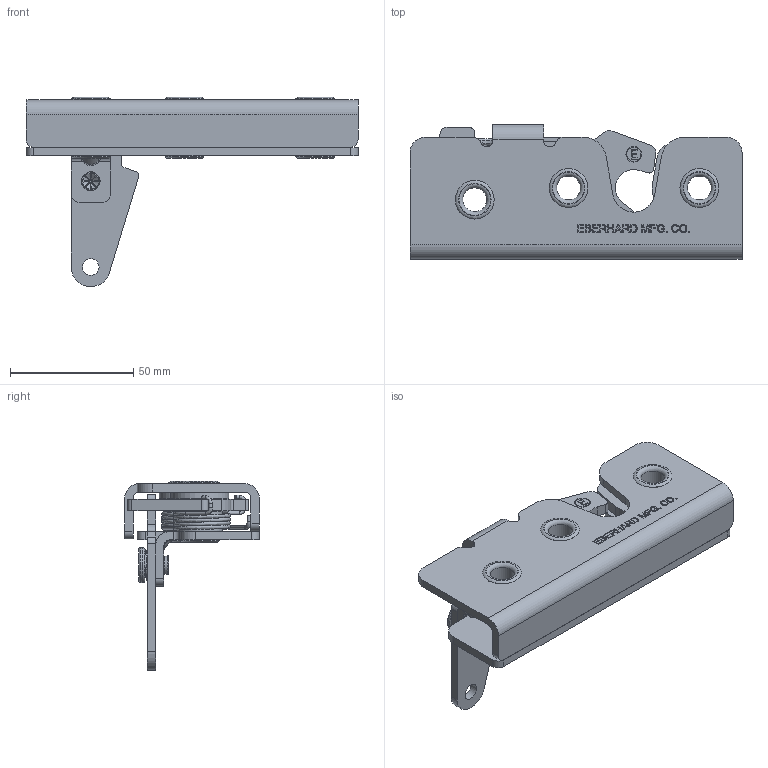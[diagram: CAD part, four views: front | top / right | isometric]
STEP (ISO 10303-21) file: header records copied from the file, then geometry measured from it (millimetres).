
FILE_DESCRIPTION(/* description */ (''),/* implementation_level */ '2;1');
FILE_NAME(/* name */ '16906-L_03_01_2022.stp',/* time_stamp */ '2022-03-01T10:35:13-05:00',/* author */ ('dtinay'),/* organization */ (''),/* preprocessor_version */ 'ST-DEVELOPER v18.1',/* originating_system */ 'Autodesk Inventor 2020',/* authorisation */ '');
FILE_SCHEMA (('AUTOMOTIVE_DESIGN { 1 0 10303 214 3 1 1 }'));
Length unit declared in the file: inch
Products named in the file (1): 16906-L_Shrinkwrap_1
Bounding box: 134.94 x 54.76 x 76.93 mm (x, y, z)
Volume: 77591.6 mm3; surface area: 55112.7 mm2
Topology: 3 solids, 3 shells, 908 faces, 2629 edges, 1728 vertices
Faces by surface type: plane 473, bspline 252, cylinder 147, torus 29, cone 7
Full cylindrical faces by diameter (mm): 1.473 x2, 1.575 x2, 5.842 x2, 6.35 x2, 6.731 x1, 9.665 x1, 9.716 x3, 9.779 x1, 9.97 x1, 12.7 x1, 13.271 x6, 13.487 x3, 15.303 x3, 15.684 x3, 18.256 x3, 23.47 x3
Entity records: 36205 total; most frequent: CARTESIAN_POINT 13498, ORIENTED_EDGE 5270, DIRECTION 3901, EDGE_CURVE 2635, VERTEX_POINT 1729, LINE 1449, VECTOR 1449, AXIS2_PLACEMENT_3D 1226
